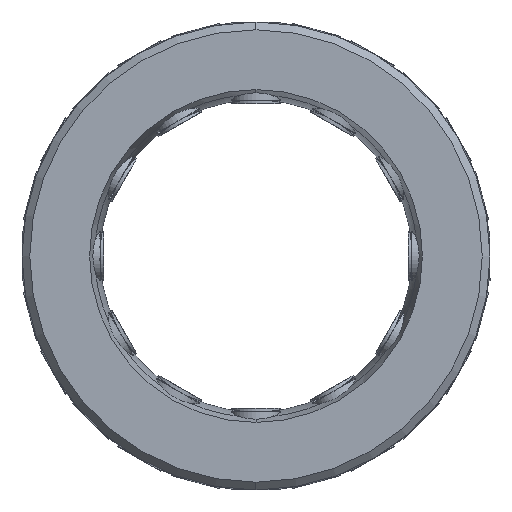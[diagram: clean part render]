
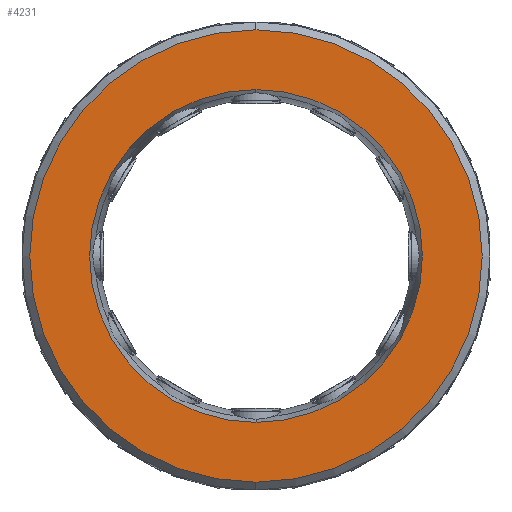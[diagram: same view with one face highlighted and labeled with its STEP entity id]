
A CAD part, front view. The second image highlights one B-rep face of the part: STEP entity #4231.
In plain terms, the highlighted planar face has unit normal (0, -1, 0).
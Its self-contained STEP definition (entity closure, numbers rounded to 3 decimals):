
#139 = CARTESIAN_POINT ( 'NONE',  ( 226.174, -6.032, 0. ) ) ;
#287 = EDGE_CURVE ( 'NONE', #4611, #8553, #24357, .T. ) ;
#380 = EDGE_CURVE ( 'NONE', #8553, #4611, #4062, .T. ) ;
#398 = DIRECTION ( 'NONE',  ( 0., 0., -1. ) ) ;
#694 = ORIENTED_EDGE ( 'NONE', *, *, #380, .T. ) ;
#3590 = CARTESIAN_POINT ( 'NONE',  ( 197.174, -6.032, 0. ) ) ;
#4062 = CIRCLE ( 'NONE', #25295, 29. ) ;
#4231 = ADVANCED_FACE ( 'NONE', ( #11530, #22583 ), #19384, .F. ) ;
#4611 = VERTEX_POINT ( 'NONE', #5134 ) ;
#5134 = CARTESIAN_POINT ( 'NONE',  ( 226.174, -6.032, 29. ) ) ;
#5467 = EDGE_CURVE ( 'NONE', #12060, #25099, #7517, .T. ) ;
#6247 = DIRECTION ( 'NONE',  ( 0., 0., -1. ) ) ;
#6353 = AXIS2_PLACEMENT_3D ( 'NONE', #20072, #12177, #398 ) ;
#7456 = ORIENTED_EDGE ( 'NONE', *, *, #18263, .F. ) ;
#7517 = CIRCLE ( 'NONE', #16377, 21.34 ) ;
#7709 = DIRECTION ( 'NONE',  ( 0., 0., 1. ) ) ;
#8553 = VERTEX_POINT ( 'NONE', #23870 ) ;
#9014 = ORIENTED_EDGE ( 'NONE', *, *, #287, .T. ) ;
#10788 = CARTESIAN_POINT ( 'NONE',  ( 226.174, -6.032, 21.34 ) ) ;
#11405 = CIRCLE ( 'NONE', #14943, 21.34 ) ;
#11484 = AXIS2_PLACEMENT_3D ( 'NONE', #3590, #19619, #7709 ) ;
#11530 = FACE_BOUND ( 'NONE', #12678, .T. ) ;
#12060 = VERTEX_POINT ( 'NONE', #10788 ) ;
#12177 = DIRECTION ( 'NONE',  ( 0., -1., 0. ) ) ;
#12678 = EDGE_LOOP ( 'NONE', ( #7456, #22807 ) ) ;
#12768 = DIRECTION ( 'NONE',  ( 0., 0., -1. ) ) ;
#14561 = CARTESIAN_POINT ( 'NONE',  ( 226.174, -6.032, 0. ) ) ;
#14727 = DIRECTION ( 'NONE',  ( 0., -1., 0. ) ) ;
#14943 = AXIS2_PLACEMENT_3D ( 'NONE', #139, #19652, #6247 ) ;
#15108 = DIRECTION ( 'NONE',  ( 0., -1., 0. ) ) ;
#16377 = AXIS2_PLACEMENT_3D ( 'NONE', #19808, #15108, #22667 ) ;
#18263 = EDGE_CURVE ( 'NONE', #25099, #12060, #11405, .T. ) ;
#19384 = PLANE ( 'NONE',  #11484 ) ;
#19619 = DIRECTION ( 'NONE',  ( 0., 1., 0. ) ) ;
#19652 = DIRECTION ( 'NONE',  ( 0., -1., 0. ) ) ;
#19808 = CARTESIAN_POINT ( 'NONE',  ( 226.174, -6.032, 0. ) ) ;
#20072 = CARTESIAN_POINT ( 'NONE',  ( 226.174, -6.032, 0. ) ) ;
#20429 = CARTESIAN_POINT ( 'NONE',  ( 226.174, -6.032, -21.34 ) ) ;
#21394 = EDGE_LOOP ( 'NONE', ( #9014, #694 ) ) ;
#22583 = FACE_OUTER_BOUND ( 'NONE', #21394, .T. ) ;
#22667 = DIRECTION ( 'NONE',  ( 0., 0., -1. ) ) ;
#22807 = ORIENTED_EDGE ( 'NONE', *, *, #5467, .F. ) ;
#23870 = CARTESIAN_POINT ( 'NONE',  ( 226.174, -6.032, -29. ) ) ;
#24357 = CIRCLE ( 'NONE', #6353, 29. ) ;
#25099 = VERTEX_POINT ( 'NONE', #20429 ) ;
#25295 = AXIS2_PLACEMENT_3D ( 'NONE', #14561, #14727, #12768 ) ;
